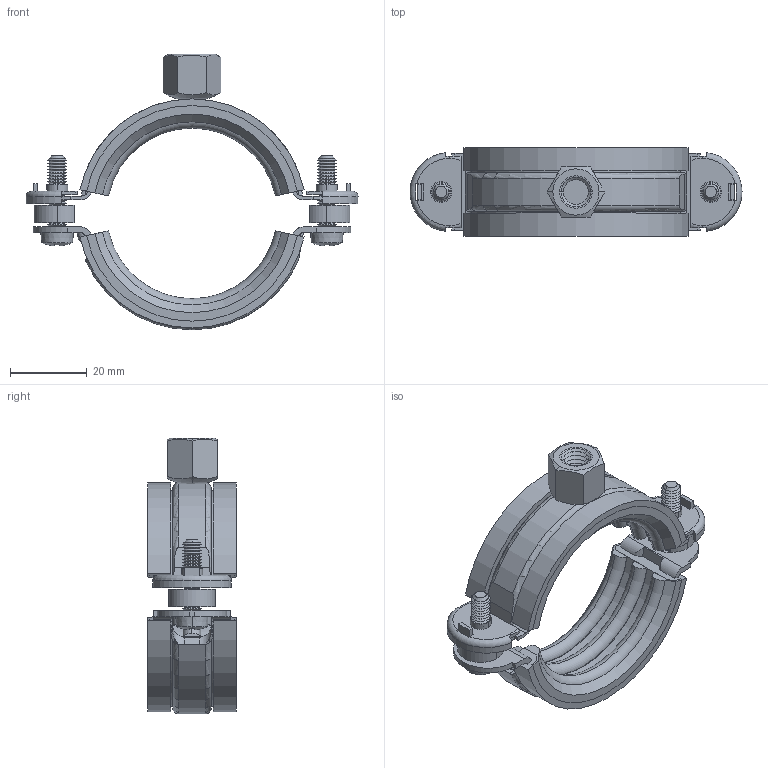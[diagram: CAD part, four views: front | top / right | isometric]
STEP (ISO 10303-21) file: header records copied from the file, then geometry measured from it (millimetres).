
FILE_DESCRIPTION((''),'2;1');
FILE_NAME('25216.stp','2007-07-19T15:52:17',(''),(''),'Mechanical Desktop.R8.0.24.0','Mechanical Desktop.R8.0.24.0',', , ');
FILE_SCHEMA(('CONFIG_CONTROL_DESIGN'));
Length unit declared in the file: millimetre
Products named in the file (19): 25216; GEWINDETEIL; OBERTEIL; GEWINDEPLATTE; SCHRAUBEM5X20; HUTMUTTER8; KUNSTSTOFFTEIL ORANGE; TEIL1; DGL GRUNDKÖRPER OT; ~TEIL1; DGL GRUNDKÖRPER; ~~TEIL1; FADEN AUßEN; ~~~TEIL1; FADEN MITTE; ~~~~TEIL1; ~FADEN MITTE; ~~~~~TEIL1; RM_SDB
Assembly tree (26 placements, depth 3):
  25216
    GEWINDETEIL
    OBERTEIL
    GEWINDEPLATTE  x2
    SCHRAUBEM5X20  x2
    HUTMUTTER8
    KUNSTSTOFFTEIL ORANGE  x2
      TEIL1
    DGL GRUNDKÖRPER OT
      ~TEIL1
    DGL GRUNDKÖRPER
      ~~TEIL1
    FADEN AUßEN  x4
      ~~~TEIL1
    FADEN MITTE
      ~~~~TEIL1
    ~FADEN MITTE
      ~~~~~TEIL1
    RM_SDB  x3
Bounding box: 86.26 x 23 x 71.61 mm (x, y, z)
Volume: 23741.7 mm3; surface area: 32704 mm2
Topology: 17 solids, 17 shells, 596 faces, 1457 edges, 896 vertices
Faces by surface type: cone 234, plane 181, cylinder 137, torus 30, bspline 14
Entity records: 13660 total; most frequent: CARTESIAN_POINT 3316, DIRECTION 2214, ORIENTED_EDGE 2062, EDGE_CURVE 1031, AXIS2_PLACEMENT_3D 846, VERTEX_POINT 643, VECTOR 522, LINE 522
